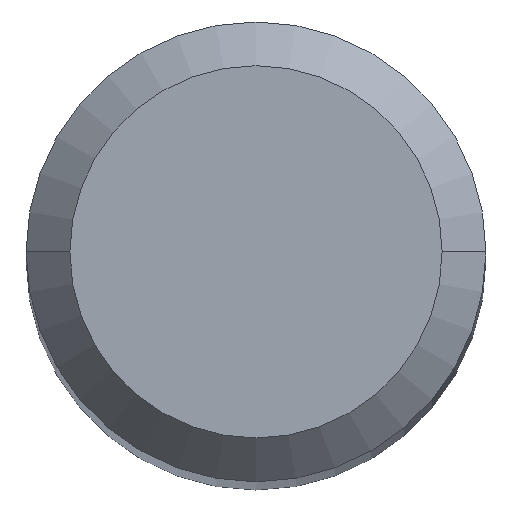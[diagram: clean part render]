
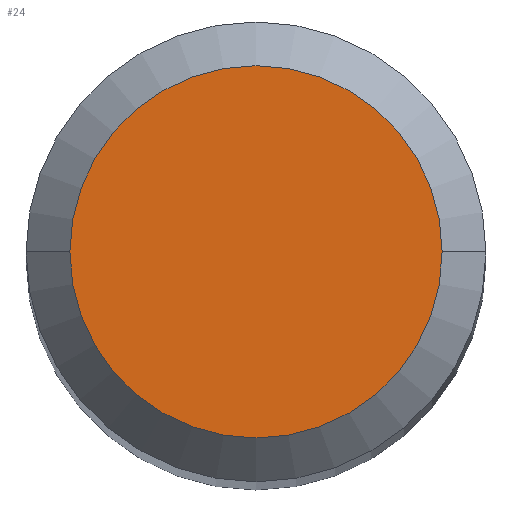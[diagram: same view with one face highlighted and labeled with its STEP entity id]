
A CAD part, top view. The second image highlights one B-rep face of the part: STEP entity #24.
In plain terms, the highlighted planar face has unit normal (0, 0, 1).
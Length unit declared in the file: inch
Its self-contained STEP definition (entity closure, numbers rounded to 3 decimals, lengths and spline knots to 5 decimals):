
#24 = ADVANCED_FACE ( 'NONE', ( #200 ), #411, .F. ) ;
#38 = CARTESIAN_POINT ( 'NONE',  ( 0., 0., 0. ) ) ;
#40 = DIRECTION ( 'NONE',  ( 1., 0., 0. ) ) ;
#51 = DIRECTION ( 'NONE',  ( -1., 0., 0. ) ) ;
#72 = DIRECTION ( 'NONE',  ( 0., 0., 1. ) ) ;
#79 = CARTESIAN_POINT ( 'NONE',  ( -0.06375, 0., 0. ) ) ;
#86 = AXIS2_PLACEMENT_3D ( 'NONE', #417, #317, #51 ) ;
#128 = ORIENTED_EDGE ( 'NONE', *, *, #306, .T. ) ;
#197 = VERTEX_POINT ( 'NONE', #361 ) ;
#200 = FACE_OUTER_BOUND ( 'NONE', #372, .T. ) ;
#219 = CIRCLE ( 'NONE', #325, 0.06375 ) ;
#296 = ORIENTED_EDGE ( 'NONE', *, *, #418, .T. ) ;
#306 = EDGE_CURVE ( 'NONE', #197, #466, #219, .T. ) ;
#317 = DIRECTION ( 'NONE',  ( 0., 0., -1. ) ) ;
#325 = AXIS2_PLACEMENT_3D ( 'NONE', #38, #72, #40 ) ;
#361 = CARTESIAN_POINT ( 'NONE',  ( 0.06375, 0., 0. ) ) ;
#362 = DIRECTION ( 'NONE',  ( 1., 0., 0. ) ) ;
#372 = EDGE_LOOP ( 'NONE', ( #296, #128 ) ) ;
#397 = CIRCLE ( 'NONE', #461, 0.06375 ) ;
#411 = PLANE ( 'NONE',  #86 ) ;
#417 = CARTESIAN_POINT ( 'NONE',  ( 0., 0.06375, 0. ) ) ;
#418 = EDGE_CURVE ( 'NONE', #466, #197, #397, .T. ) ;
#436 = CARTESIAN_POINT ( 'NONE',  ( 0., 0., 0. ) ) ;
#461 = AXIS2_PLACEMENT_3D ( 'NONE', #436, #462, #362 ) ;
#462 = DIRECTION ( 'NONE',  ( 0., 0., 1. ) ) ;
#466 = VERTEX_POINT ( 'NONE', #79 ) ;
